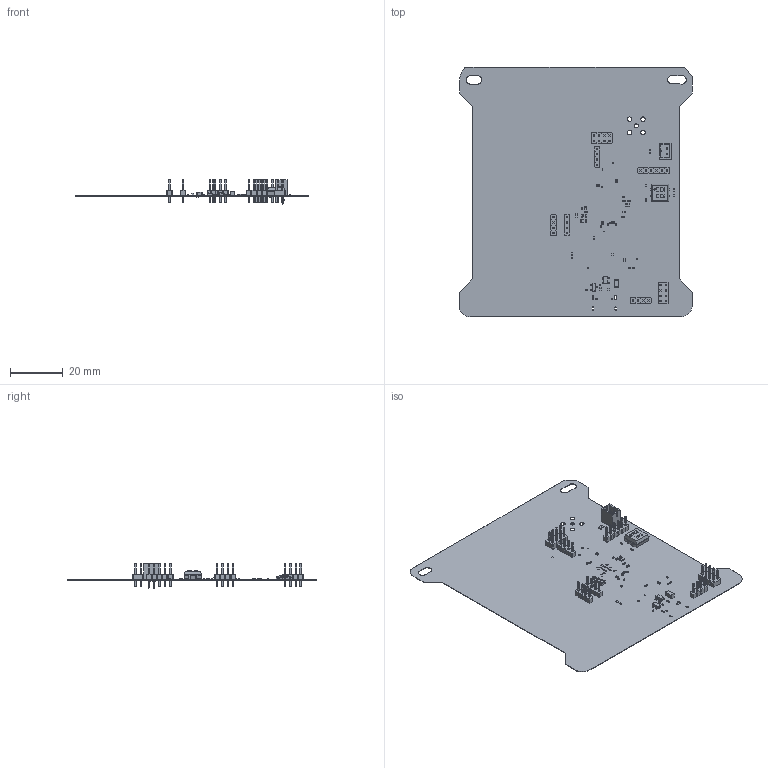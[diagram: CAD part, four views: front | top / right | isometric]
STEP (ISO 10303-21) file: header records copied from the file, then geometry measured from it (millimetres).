
FILE_DESCRIPTION(('KiCad electronic assembly'),'2;1');
FILE_NAME('RT1050.step','2025-01-02T21:46:03',('Pcbnew'),('Kicad'), 'Open CASCADE STEP processor 7.8','KiCad to STEP converter','Unknown' );
FILE_SCHEMA(('AUTOMOTIVE_DESIGN { 1 0 10303 214 1 1 1 1 }'));
Length unit declared in the file: millimetre
Products named in the file (30): RT1050 1; C_0201_0603Metric; R_0402_1005Metric; PinHeader_1x04_P2.00mm_Vertical; PinHeader_1x04_P200mm_Vertical; L_0603_1608Metric; SOT-23; SOT_23; SOT-143; SOT_143; C_0805_2012Metric; PinHeader_1x06_P2.00mm_Vertical; PinHeader_1x06_P200mm_Vertical; PinHeader_2x04_P2.00mm_Vertical; PinHeader_2x04_P200mm_Vertical; C_0402_1005Metric; JST_PH_B2B-PH-K_1x02_P2.00mm_Vertical; JST_B2B_PH_K; SW_DIP_SPSTx02_Slide_6.7x6.64mm_W6.73mm_P2.54mm_LowProfile_JPin; SW_DIP_SPSTx02_Slide_67x664mm_W673mm_P254mm_LowProfile_JPin; L_1206_3216Metric; C_0603_1608Metric; RT1050_PCB
Assembly tree (108 placements, depth 3):
  RT1050 1
    C_0201_0603Metric  x58
      C_0201_0603Metric
    R_0402_1005Metric  x18
      R_0402_1005Metric
    PinHeader_1x04_P2.00mm_Vertical  x4
      PinHeader_1x04_P200mm_Vertical
    L_0603_1608Metric
      L_0603_1608Metric
    SOT-23
      SOT_23
    SOT-143
      SOT_143
    C_0805_2012Metric
      C_0805_2012Metric
    PinHeader_1x06_P2.00mm_Vertical
      PinHeader_1x06_P200mm_Vertical
    PinHeader_2x04_P2.00mm_Vertical  x2
      PinHeader_2x04_P200mm_Vertical
    C_0402_1005Metric  x2
      C_0402_1005Metric
    JST_PH_B2B-PH-K_1x02_P2.00mm_Vertical
      JST_B2B_PH_K
    SW_DIP_SPSTx02_Slide_6.7x6.64mm_W6.73mm_P2.54mm_LowProfile_JPin
      SW_DIP_SPSTx02_Slide_67x664mm_W673mm_P254mm_LowProfile_JPin
    L_1206_3216Metric
      L_1206_3216Metric
    C_0603_1608Metric
      C_0603_1608Metric
    RT1050_PCB
Bounding box: 88 x 94.51 x 9.4 mm (x, y, z)
Volume: 2025.1 mm3; surface area: 16912.5 mm2
Topology: 94 solids, 94 shells, 3609 faces, 9170 edges, 5951 vertices
Faces by surface type: plane 2522, cylinder 1020, bspline 67
Full cylindrical faces by diameter (mm): 0.65 x2, 0.75 x2, 0.8 x38, 1.5 x1, 1.7 x4
Entity records: 39747 total; most frequent: CARTESIAN_POINT 5958, ORIENTED_EDGE 5452, DIRECTION 5236, EDGE_CURVE 2726, LINE 2258, VECTOR 2258, VERTEX_POINT 1731, AXIS2_PLACEMENT_3D 1489
